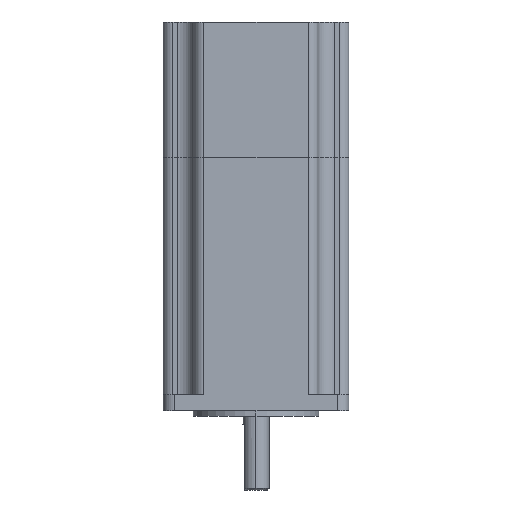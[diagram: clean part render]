
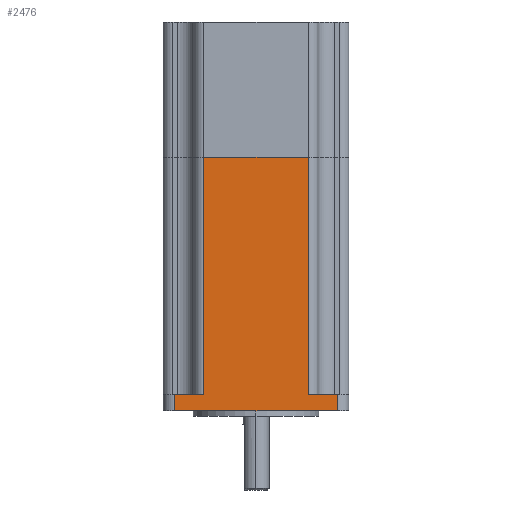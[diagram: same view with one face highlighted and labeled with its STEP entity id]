
A CAD part, left-side view. The second image highlights one B-rep face of the part: STEP entity #2476.
In plain terms, the highlighted planar face has unit normal (-1, 0, 0).
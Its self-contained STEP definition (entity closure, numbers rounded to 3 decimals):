
#4 = FACE_OUTER_BOUND ( 'NONE', #2174, .T. ) ;
#90 = CARTESIAN_POINT ( 'NONE',  ( -28.2, 15.8, 77. ) ) ;
#91 = CARTESIAN_POINT ( 'NONE',  ( -28.2, 15.8, 77. ) ) ;
#159 = DIRECTION ( 'NONE',  ( 0., 0., -1. ) ) ;
#160 = CARTESIAN_POINT ( 'NONE',  ( -28.2, -15.8, 77. ) ) ;
#164 = DIRECTION ( 'NONE',  ( 0., -1., 0. ) ) ;
#165 = CARTESIAN_POINT ( 'NONE',  ( -28.2, 28.2, 5.08 ) ) ;
#283 = DIRECTION ( 'NONE',  ( 0., 0., -1. ) ) ;
#285 = DIRECTION ( 'NONE',  ( 0., 0., -1. ) ) ;
#286 = CARTESIAN_POINT ( 'NONE',  ( -28.2, 24.7, 5.08 ) ) ;
#343 = DIRECTION ( 'NONE',  ( 0., -1., 0. ) ) ;
#351 = CARTESIAN_POINT ( 'NONE',  ( -28.2, -24.7, 5.08 ) ) ;
#363 = DIRECTION ( 'NONE',  ( 0., 0., 1. ) ) ;
#401 = LINE ( 'NONE', #91, #1196 ) ;
#404 = LINE ( 'NONE', #90, #1201 ) ;
#416 = LINE ( 'NONE', #351, #1261 ) ;
#440 = LINE ( 'NONE', #286, #2318 ) ;
#459 = LINE ( 'NONE', #165, #2356 ) ;
#461 = LINE ( 'NONE', #160, #2358 ) ;
#490 = VECTOR ( 'NONE', #984, 1000. ) ;
#618 = ORIENTED_EDGE ( 'NONE', *, *, #2568, .T. ) ;
#659 = VERTEX_POINT ( 'NONE', #1664 ) ;
#667 = ORIENTED_EDGE ( 'NONE', *, *, #2595, .F. ) ;
#707 = VERTEX_POINT ( 'NONE', #1681 ) ;
#714 = ORIENTED_EDGE ( 'NONE', *, *, #2534, .T. ) ;
#796 = DIRECTION ( 'NONE',  ( 0., -1., 0. ) ) ;
#798 = CARTESIAN_POINT ( 'NONE',  ( -28.2, 28.2, 5.08 ) ) ;
#814 = DIRECTION ( 'NONE',  ( 0., 1., 0. ) ) ;
#815 = DIRECTION ( 'NONE',  ( 1., 0., 0. ) ) ;
#816 = CARTESIAN_POINT ( 'NONE',  ( -28.2, 28.2, 5.08 ) ) ;
#817 = PLANE ( 'NONE',  #1220 ) ;
#959 = CARTESIAN_POINT ( 'NONE',  ( -28.2, 15.8, 77. ) ) ;
#963 = CARTESIAN_POINT ( 'NONE',  ( -28.2, -15.8, 77. ) ) ;
#984 = DIRECTION ( 'NONE',  ( 0., -1., 0. ) ) ;
#985 = CARTESIAN_POINT ( 'NONE',  ( -28.2, 28.2, 0. ) ) ;
#1042 = CARTESIAN_POINT ( 'NONE',  ( -28.2, -24.7, 5.08 ) ) ;
#1046 = CARTESIAN_POINT ( 'NONE',  ( -28.2, 24.7, 5.08 ) ) ;
#1079 = CARTESIAN_POINT ( 'NONE',  ( -28.2, -15.8, 5.08 ) ) ;
#1111 = CARTESIAN_POINT ( 'NONE',  ( -28.2, 15.8, 5.08 ) ) ;
#1142 = ORIENTED_EDGE ( 'NONE', *, *, #2479, .F. ) ;
#1150 = ORIENTED_EDGE ( 'NONE', *, *, #2530, .F. ) ;
#1151 = ORIENTED_EDGE ( 'NONE', *, *, #2597, .F. ) ;
#1152 = ORIENTED_EDGE ( 'NONE', *, *, #2408, .T. ) ;
#1154 = ORIENTED_EDGE ( 'NONE', *, *, #2548, .T. ) ;
#1196 = VECTOR ( 'NONE', #343, 1000. ) ;
#1201 = VECTOR ( 'NONE', #283, 1000. ) ;
#1220 = AXIS2_PLACEMENT_3D ( 'NONE', #816, #815, #814 ) ;
#1246 = VECTOR ( 'NONE', #796, 1000. ) ;
#1261 = VECTOR ( 'NONE', #363, 1000. ) ;
#1664 = CARTESIAN_POINT ( 'NONE',  ( -28.2, -24.7, 0. ) ) ;
#1681 = CARTESIAN_POINT ( 'NONE',  ( -28.2, 24.7, 0. ) ) ;
#1794 = LINE ( 'NONE', #985, #490 ) ;
#1810 = VERTEX_POINT ( 'NONE', #1079 ) ;
#2115 = VERTEX_POINT ( 'NONE', #1046 ) ;
#2118 = VERTEX_POINT ( 'NONE', #959 ) ;
#2121 = VERTEX_POINT ( 'NONE', #1042 ) ;
#2174 = EDGE_LOOP ( 'NONE', ( #1152, #1154, #667, #1151, #1150, #714, #1142, #618 ) ) ;
#2175 = VERTEX_POINT ( 'NONE', #963 ) ;
#2191 = VERTEX_POINT ( 'NONE', #1111 ) ;
#2318 = VECTOR ( 'NONE', #285, 1000. ) ;
#2356 = VECTOR ( 'NONE', #164, 1000. ) ;
#2358 = VECTOR ( 'NONE', #159, 1000. ) ;
#2408 = EDGE_CURVE ( 'NONE', #707, #659, #1794, .T. ) ;
#2476 = ADVANCED_FACE ( 'NONE', ( #4 ), #817, .F. ) ;
#2479 = EDGE_CURVE ( 'NONE', #2115, #2191, #2617, .T. ) ;
#2530 = EDGE_CURVE ( 'NONE', #2118, #2175, #401, .T. ) ;
#2534 = EDGE_CURVE ( 'NONE', #2118, #2191, #404, .T. ) ;
#2548 = EDGE_CURVE ( 'NONE', #659, #2121, #416, .T. ) ;
#2568 = EDGE_CURVE ( 'NONE', #2115, #707, #440, .T. ) ;
#2595 = EDGE_CURVE ( 'NONE', #1810, #2121, #459, .T. ) ;
#2597 = EDGE_CURVE ( 'NONE', #2175, #1810, #461, .T. ) ;
#2617 = LINE ( 'NONE', #798, #1246 ) ;
